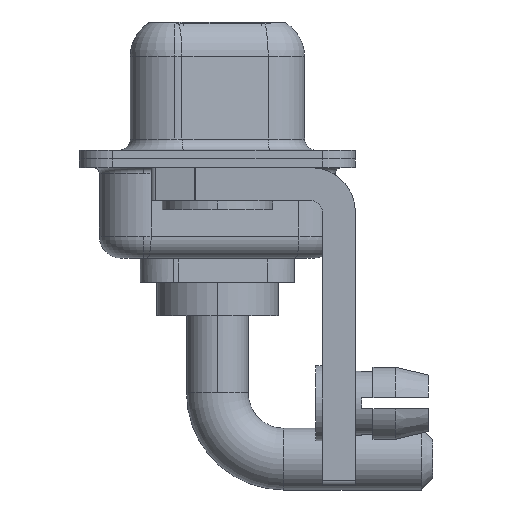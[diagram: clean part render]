
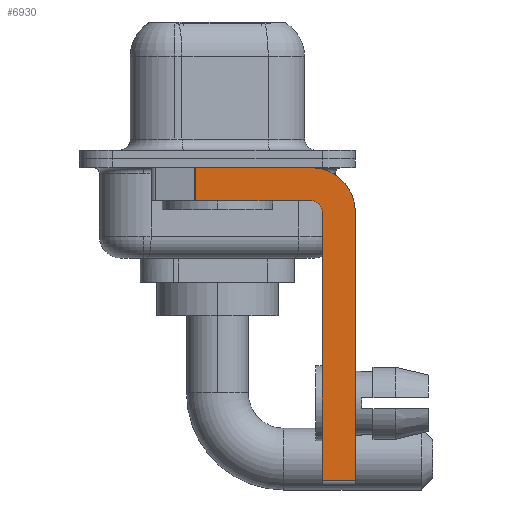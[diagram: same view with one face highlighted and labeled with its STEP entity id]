
A CAD part, left-side view. The second image highlights one B-rep face of the part: STEP entity #6930.
In plain terms, the highlighted planar face has unit normal (-1, 0, 0).
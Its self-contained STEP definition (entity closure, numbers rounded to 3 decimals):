
#28 = VERTEX_POINT ( 'NONE', #9530 ) ;
#35 = VECTOR ( 'NONE', #14547, 1000. ) ;
#85 = EDGE_CURVE ( 'NONE', #687, #13967, #5411, .T. ) ;
#115 = DIRECTION ( 'NONE',  ( 0., 1., 0. ) ) ;
#198 = EDGE_CURVE ( 'NONE', #2596, #28, #10261, .T. ) ;
#318 = CARTESIAN_POINT ( 'NONE',  ( -2.9, -6.25, -2.4 ) ) ;
#540 = LINE ( 'NONE', #12914, #11385 ) ;
#583 = LINE ( 'NONE', #5075, #10065 ) ;
#613 = AXIS2_PLACEMENT_3D ( 'NONE', #5228, #9719, #4934 ) ;
#687 = VERTEX_POINT ( 'NONE', #318 ) ;
#730 = DIRECTION ( 'NONE',  ( 0., 0., -1. ) ) ;
#1057 = DIRECTION ( 'NONE',  ( -1., 0., 0. ) ) ;
#1061 = ORIENTED_EDGE ( 'NONE', *, *, #12764, .F. ) ;
#2023 = CARTESIAN_POINT ( 'NONE',  ( -2.9, -6.25, -2.4 ) ) ;
#2300 = DIRECTION ( 'NONE',  ( 0., 0., 1. ) ) ;
#2596 = VERTEX_POINT ( 'NONE', #9492 ) ;
#2998 = DIRECTION ( 'NONE',  ( 0., -1., 0. ) ) ;
#3157 = FACE_OUTER_BOUND ( 'NONE', #13535, .T. ) ;
#3447 = CARTESIAN_POINT ( 'NONE',  ( -2.9, -4.25, -0.4 ) ) ;
#4438 = CARTESIAN_POINT ( 'NONE',  ( -2.9, -4.25, -2.4 ) ) ;
#4449 = DIRECTION ( 'NONE',  ( 0., 0., -1. ) ) ;
#4780 = EDGE_CURVE ( 'NONE', #9102, #13967, #12332, .T. ) ;
#4881 = LINE ( 'NONE', #12548, #6135 ) ;
#4934 = DIRECTION ( 'NONE',  ( 0., 0., -1. ) ) ;
#5075 = CARTESIAN_POINT ( 'NONE',  ( -2.9, 3., -0.4 ) ) ;
#5228 = CARTESIAN_POINT ( 'NONE',  ( -2.9, -4.25, -2.4 ) ) ;
#5411 = LINE ( 'NONE', #2023, #5703 ) ;
#5525 = ORIENTED_EDGE ( 'NONE', *, *, #198, .F. ) ;
#5703 = VECTOR ( 'NONE', #4449, 1000. ) ;
#6019 = ORIENTED_EDGE ( 'NONE', *, *, #14488, .F. ) ;
#6135 = VECTOR ( 'NONE', #7977, 1000. ) ;
#6408 = VECTOR ( 'NONE', #115, 1000. ) ;
#6683 = ORIENTED_EDGE ( 'NONE', *, *, #4780, .T. ) ;
#6930 = ADVANCED_FACE ( 'NONE', ( #3157 ), #7655, .F. ) ;
#7180 = CIRCLE ( 'NONE', #8135, 0.5 ) ;
#7292 = DIRECTION ( 'NONE',  ( 0., 0., 1. ) ) ;
#7350 = CARTESIAN_POINT ( 'NONE',  ( -2.9, -4.25, -2.4 ) ) ;
#7655 = PLANE ( 'NONE',  #8265 ) ;
#7774 = ORIENTED_EDGE ( 'NONE', *, *, #8107, .T. ) ;
#7977 = DIRECTION ( 'NONE',  ( 0., 0., -1. ) ) ;
#8107 = EDGE_CURVE ( 'NONE', #11476, #28, #4881, .T. ) ;
#8114 = VERTEX_POINT ( 'NONE', #12475 ) ;
#8135 = AXIS2_PLACEMENT_3D ( 'NONE', #4438, #1057, #2300 ) ;
#8248 = CARTESIAN_POINT ( 'NONE',  ( -2.9, -4.25, -1.9 ) ) ;
#8265 = AXIS2_PLACEMENT_3D ( 'NONE', #7350, #9628, #730 ) ;
#8286 = EDGE_CURVE ( 'NONE', #9102, #8114, #540, .T. ) ;
#9031 = ORIENTED_EDGE ( 'NONE', *, *, #12336, .F. ) ;
#9102 = VERTEX_POINT ( 'NONE', #10949 ) ;
#9492 = CARTESIAN_POINT ( 'NONE',  ( -2.9, -4.25, -1.9 ) ) ;
#9530 = CARTESIAN_POINT ( 'NONE',  ( -2.9, 0.978, -1.9 ) ) ;
#9628 = DIRECTION ( 'NONE',  ( 1., 0., 0. ) ) ;
#9719 = DIRECTION ( 'NONE',  ( 1., 0., 0. ) ) ;
#10033 = CARTESIAN_POINT ( 'NONE',  ( -2.9, -4.25, -14.55 ) ) ;
#10065 = VECTOR ( 'NONE', #2998, 1000. ) ;
#10261 = LINE ( 'NONE', #8248, #6408 ) ;
#10401 = CARTESIAN_POINT ( 'NONE',  ( -2.9, -6.25, -14.55 ) ) ;
#10949 = CARTESIAN_POINT ( 'NONE',  ( -2.9, -4.75, -14.55 ) ) ;
#11385 = VECTOR ( 'NONE', #7292, 1000. ) ;
#11476 = VERTEX_POINT ( 'NONE', #13468 ) ;
#12332 = LINE ( 'NONE', #10033, #35 ) ;
#12336 = EDGE_CURVE ( 'NONE', #8114, #2596, #7180, .T. ) ;
#12392 = CIRCLE ( 'NONE', #613, 2. ) ;
#12475 = CARTESIAN_POINT ( 'NONE',  ( -2.9, -4.75, -2.4 ) ) ;
#12548 = CARTESIAN_POINT ( 'NONE',  ( -2.9, 0.978, -1.9 ) ) ;
#12764 = EDGE_CURVE ( 'NONE', #13347, #687, #12392, .T. ) ;
#12914 = CARTESIAN_POINT ( 'NONE',  ( -2.9, -4.75, -14.8 ) ) ;
#13308 = ORIENTED_EDGE ( 'NONE', *, *, #85, .F. ) ;
#13347 = VERTEX_POINT ( 'NONE', #3447 ) ;
#13468 = CARTESIAN_POINT ( 'NONE',  ( -2.9, 0.978, -0.4 ) ) ;
#13535 = EDGE_LOOP ( 'NONE', ( #6019, #7774, #5525, #9031, #14143, #6683, #13308, #1061 ) ) ;
#13967 = VERTEX_POINT ( 'NONE', #10401 ) ;
#14143 = ORIENTED_EDGE ( 'NONE', *, *, #8286, .F. ) ;
#14488 = EDGE_CURVE ( 'NONE', #11476, #13347, #583, .T. ) ;
#14547 = DIRECTION ( 'NONE',  ( 0., -1., 0. ) ) ;
